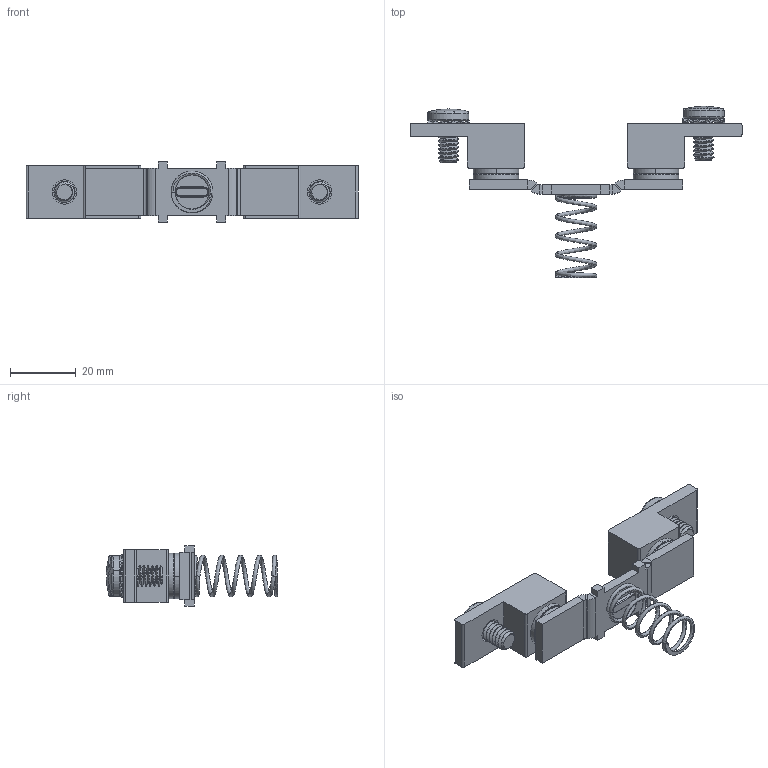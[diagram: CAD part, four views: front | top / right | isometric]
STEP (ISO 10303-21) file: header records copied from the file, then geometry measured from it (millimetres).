
FILE_DESCRIPTION (( 'STEP AP214' ), '1' );
FILE_NAME ('B6-44-2.STEP', '2019-09-06T22:01:19', ( '' ), ( '' ), 'SwSTEP 2.0', 'SolidWorks 2017', '' );
FILE_SCHEMA (( 'AUTOMOTIVE_DESIGN' ));
Length unit declared in the file: millimetre
Products named in the file (1): B6-44-2
Bounding box: 100.97 x 52.1 x 18.29 mm (x, y, z)
Surface area: 9720 mm2 (no closed solid volume)
Topology: 0 solids, 8 shells, 425 faces, 1173 edges, 748 vertices
Faces by surface type: cylinder 185, bspline 120, plane 92, cone 12, torus 8, sphere 8
Entity records: 25994 total; most frequent: CARTESIAN_POINT 12046, ORIENTED_EDGE 2158, DIRECTION 1495, EDGE_CURVE 1173, VERTEX_POINT 748, LINE 515, VECTOR 515, AXIS2_PLACEMENT_3D 490
